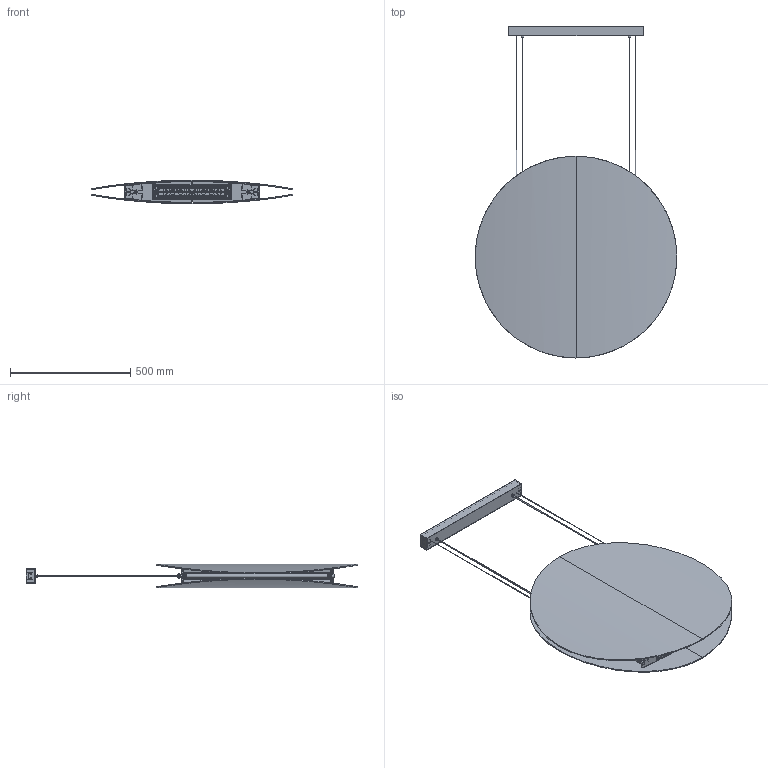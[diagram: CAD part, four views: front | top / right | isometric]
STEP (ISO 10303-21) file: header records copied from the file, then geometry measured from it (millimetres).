
FILE_DESCRIPTION (( 'STEP AP203' ), '1' );
FILE_NAME ('NOREN S-85 DOWN-UP 116512xxyyy.STEP', '2022-12-12T13:53:27', ( '' ), ( '' ), 'SwSTEP 2.0', 'SolidWorks 2019', '' );
FILE_SCHEMA (( 'CONFIG_CONTROL_DESIGN' ));
Length unit declared in the file: millimetre
Products named in the file (31): 000116-283; 000116-280; 000920-007; 000116-SUB TAPA FINAL DRIVERS; 000116-156; 000116-150; Pieza15; 000D913-44 NY; 000116-252; 000926-3,26A; 000116-162; NOREN S-85 DOWN-UP 116512xxyyy; 000-SUB116-115CH; 000116-250; 000116-256; 000116-254; 000SUB116-08; 000-116-109; 000909-056; 000116-SUB TAPA FINAL DRIVERS_2; 000920-003; 000-116-304; 000D965-410N; 000116-220; 000-SUB116-115CH_2; 000-116-101; 000D6798J-3.2; 000116-164; 000-918-106; 000116-219; 000116-244
Assembly tree (62 placements, depth 4):
  NOREN S-85 DOWN-UP 116512xxyyy
    000D913-44 NY  x2
    000D965-410N  x4
    000116-283  x2
    000116-256  x2
    000116-244  x2
    000116-250
    000116-252
    000116-219  x2
    000SUB116-08
      000116-156
      000116-150
      000D913-44 NY  x2
      000116-SUB TAPA FINAL DRIVERS
        000116-164
        000116-162
        000D965-410N
      000116-SUB TAPA FINAL DRIVERS_2
        000116-164
        000116-162
        000D965-410N
      000920-003  x2
      000D6798J-3.2  x2
      000926-3,26A
      000116-219  x2
    000116-254  x2
    000116-220  x2
    000920-007  x2
    000116-280  x4
    000909-056  x2
    000-SUB116-115CH
      000-116-101
      000-116-109  x2
      000-918-106
      000-116-304
    000-SUB116-115CH_2
      000-116-101
      000-116-109  x2
      000-918-106
      000-116-304
    Pieza15  x2
Bounding box: 840 x 1382 x 98.38 mm (x, y, z)
Volume: 5281140.4 mm3; surface area: 3642957.9 mm2
Topology: 53 solids, 73 shells, 7440 faces, 19861 edges, 12540 vertices
Faces by surface type: plane 2994, cylinder 2459, bspline 1795, cone 180, torus 12
Entity records: 231740 total; most frequent: CARTESIAN_POINT 155454, ORIENTED_EDGE 16728, DIRECTION 12562, EDGE_CURVE 8366, VERTEX_POINT 5374, LINE 4692, VECTOR 4692, AXIS2_PLACEMENT_3D 3935
